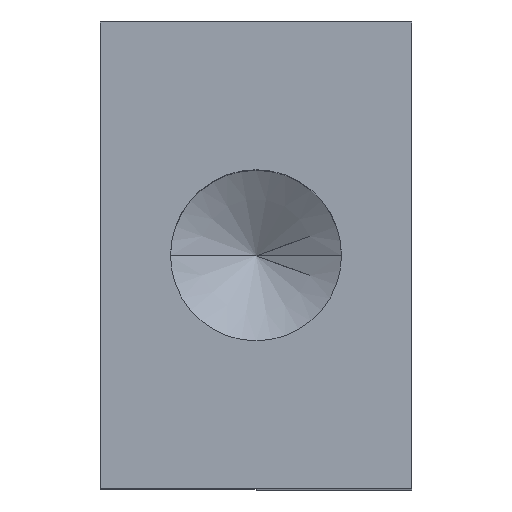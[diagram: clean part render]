
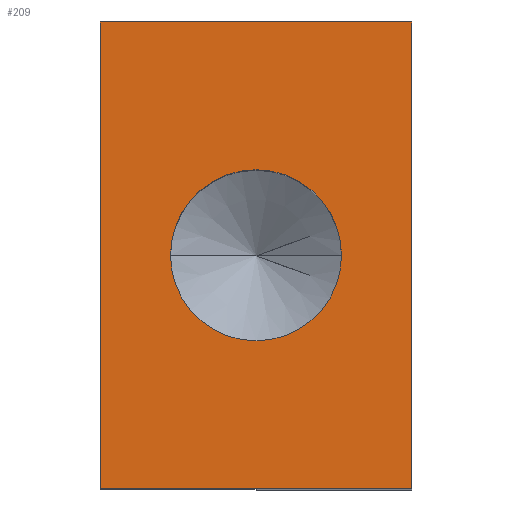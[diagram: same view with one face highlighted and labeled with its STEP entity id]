
A CAD part, top view. The second image highlights one B-rep face of the part: STEP entity #209.
In plain terms, the highlighted planar face has unit normal (0, 0, 1).
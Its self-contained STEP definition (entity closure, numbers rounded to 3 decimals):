
#3 = AXIS2_PLACEMENT_3D ( 'NONE', #156, #264, #407 ) ;
#17 = VERTEX_POINT ( 'NONE', #419 ) ;
#20 = LINE ( 'NONE', #291, #432 ) ;
#22 = VECTOR ( 'NONE', #458, 1000. ) ;
#31 = EDGE_CURVE ( 'NONE', #17, #39, #431, .T. ) ;
#39 = VERTEX_POINT ( 'NONE', #171 ) ;
#42 = EDGE_CURVE ( 'NONE', #388, #17, #142, .T. ) ;
#53 = ORIENTED_EDGE ( 'NONE', *, *, #31, .T. ) ;
#57 = CIRCLE ( 'NONE', #3, 1.65 ) ;
#63 = CARTESIAN_POINT ( 'NONE',  ( 3., -4.5, 16. ) ) ;
#66 = ORIENTED_EDGE ( 'NONE', *, *, #130, .T. ) ;
#67 = ORIENTED_EDGE ( 'NONE', *, *, #330, .T. ) ;
#98 = DIRECTION ( 'NONE',  ( -1., 0., 0. ) ) ;
#103 = ORIENTED_EDGE ( 'NONE', *, *, #42, .T. ) ;
#113 = VECTOR ( 'NONE', #285, 1000. ) ;
#114 = VECTOR ( 'NONE', #277, 1000. ) ;
#118 = EDGE_CURVE ( 'NONE', #213, #299, #470, .T. ) ;
#120 = FACE_BOUND ( 'NONE', #247, .T. ) ;
#130 = EDGE_CURVE ( 'NONE', #39, #151, #270, .T. ) ;
#142 = LINE ( 'NONE', #169, #22 ) ;
#144 = EDGE_LOOP ( 'NONE', ( #53, #66, #67, #103 ) ) ;
#151 = VERTEX_POINT ( 'NONE', #174 ) ;
#156 = CARTESIAN_POINT ( 'NONE',  ( 0., 0., 16. ) ) ;
#169 = CARTESIAN_POINT ( 'NONE',  ( -3., -4.5, 16. ) ) ;
#171 = CARTESIAN_POINT ( 'NONE',  ( 3., 4.5, 16. ) ) ;
#174 = CARTESIAN_POINT ( 'NONE',  ( -3., 4.5, 16. ) ) ;
#177 = DIRECTION ( 'NONE',  ( 0., 0., -1. ) ) ;
#185 = ORIENTED_EDGE ( 'NONE', *, *, #337, .F. ) ;
#209 = ADVANCED_FACE ( 'NONE', ( #120, #233 ), #280, .F. ) ;
#211 = DIRECTION ( 'NONE',  ( 1., 0., 0. ) ) ;
#213 = VERTEX_POINT ( 'NONE', #283 ) ;
#231 = CARTESIAN_POINT ( 'NONE',  ( -3., -4.5, 16. ) ) ;
#233 = FACE_OUTER_BOUND ( 'NONE', #144, .T. ) ;
#247 = EDGE_LOOP ( 'NONE', ( #251, #185 ) ) ;
#251 = ORIENTED_EDGE ( 'NONE', *, *, #118, .F. ) ;
#264 = DIRECTION ( 'NONE',  ( 0., 0., 1. ) ) ;
#270 = LINE ( 'NONE', #393, #113 ) ;
#277 = DIRECTION ( 'NONE',  ( 0., 1., 0. ) ) ;
#280 = PLANE ( 'NONE',  #304 ) ;
#283 = CARTESIAN_POINT ( 'NONE',  ( 1.65, 0., 16. ) ) ;
#285 = DIRECTION ( 'NONE',  ( -1., 0., 0. ) ) ;
#291 = CARTESIAN_POINT ( 'NONE',  ( -3., -4.5, 16. ) ) ;
#294 = AXIS2_PLACEMENT_3D ( 'NONE', #360, #353, #211 ) ;
#299 = VERTEX_POINT ( 'NONE', #471 ) ;
#304 = AXIS2_PLACEMENT_3D ( 'NONE', #318, #177, #98 ) ;
#318 = CARTESIAN_POINT ( 'NONE',  ( 0., 0., 16. ) ) ;
#330 = EDGE_CURVE ( 'NONE', #151, #388, #20, .T. ) ;
#337 = EDGE_CURVE ( 'NONE', #299, #213, #57, .T. ) ;
#353 = DIRECTION ( 'NONE',  ( 0., 0., 1. ) ) ;
#360 = CARTESIAN_POINT ( 'NONE',  ( 0., 0., 16. ) ) ;
#369 = DIRECTION ( 'NONE',  ( 0., -1., 0. ) ) ;
#388 = VERTEX_POINT ( 'NONE', #231 ) ;
#393 = CARTESIAN_POINT ( 'NONE',  ( -3., 4.5, 16. ) ) ;
#407 = DIRECTION ( 'NONE',  ( 1., 0., 0. ) ) ;
#419 = CARTESIAN_POINT ( 'NONE',  ( 3., -4.5, 16. ) ) ;
#431 = LINE ( 'NONE', #63, #114 ) ;
#432 = VECTOR ( 'NONE', #369, 1000. ) ;
#458 = DIRECTION ( 'NONE',  ( 1., 0., 0. ) ) ;
#470 = CIRCLE ( 'NONE', #294, 1.65 ) ;
#471 = CARTESIAN_POINT ( 'NONE',  ( -1.65, 0., 16. ) ) ;
